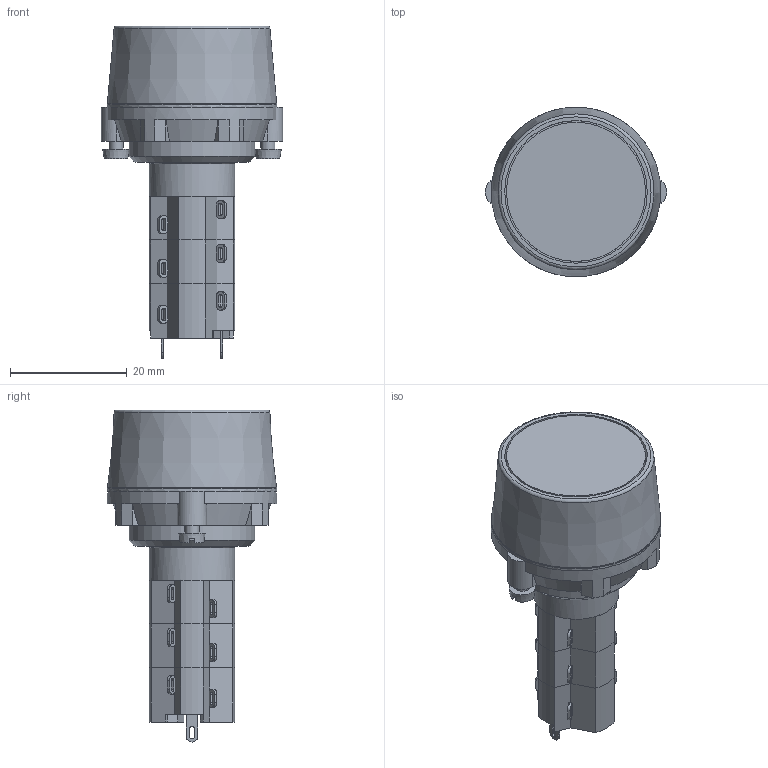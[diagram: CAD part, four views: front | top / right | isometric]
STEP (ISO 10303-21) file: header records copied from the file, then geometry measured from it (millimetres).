
FILE_DESCRIPTION(/* description */ (''),/* implementation_level */ '2;1');
FILE_NAME(/* name */ 'LASxxU13xxxxxxx.stp',/* time_stamp */ '2025-05-22T14:33:06-05:00',/* author */ ('mroman'),/* organization */ (''),/* preprocessor_version */ 'ST-DEVELOPER v18.1',/* originating_system */ 'Autodesk Inventor 2022',/* authorisation */ '');
FILE_SCHEMA (('AUTOMOTIVE_DESIGN { 1 0 10303 214 3 1 1 }'));
Length unit declared in the file: centimetre
Products named in the file (1): LASxxU13xxxxxxx
Bounding box: 31 x 29 x 56.8 mm (x, y, z)
Volume: 12571.5 mm3; surface area: 9105.2 mm2
Topology: 2 solids, 13 shells, 568 faces, 1486 edges, 971 vertices
Faces by surface type: plane 339, cylinder 159, bspline 53, cone 16, torus 1
Full cylindrical faces by diameter (mm): 2.4 x2, 3.2 x2, 3.5 x1, 7 x1, 14.6 x1, 16.1 x1, 21.1 x1, 21.5 x2, 21.8 x1, 23.8 x1, 24.4 x1, 24.6 x1, 26 x1, 27 x1, 29 x2
Entity records: 17762 total; most frequent: CARTESIAN_POINT 3751, ORIENTED_EDGE 2972, DIRECTION 2804, EDGE_CURVE 1486, VERTEX_POINT 971, AXIS2_PLACEMENT_3D 940, LINE 924, VECTOR 924
